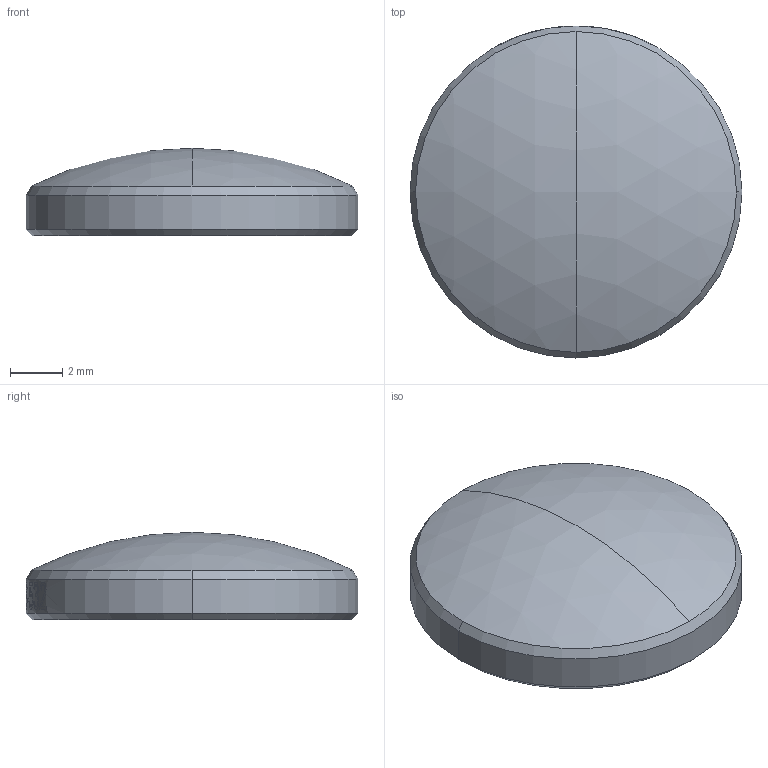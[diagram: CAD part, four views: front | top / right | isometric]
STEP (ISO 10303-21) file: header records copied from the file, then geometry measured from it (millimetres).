
FILE_DESCRIPTION (( 'STEP AP214' ), '1' );
FILE_NAME ('CTN015719-E0W.STEP', '2020-05-26T02:34:23', ( '' ), ( '' ), 'SwSTEP 2.0', 'SolidWorks 2018', '' );
FILE_SCHEMA (( 'AUTOMOTIVE_DESIGN' ));
Length unit declared in the file: millimetre
Products named in the file (1): CTN015719-E0W
Bounding box: 12.7 x 12.7 x 3.34 mm (x, y, z)
Volume: 324.9 mm3; surface area: 323.8 mm2
Topology: 1 solids, 1 shells, 23 faces, 145 edges, 138 vertices
Faces by surface type: cylinder 16, cone 4, sphere 2, plane 1
Entity records: 2732 total; most frequent: CARTESIAN_POINT 1395, ORIENTED_EDGE 290, EDGE_CURVE 145, VERTEX_POINT 138, DIRECTION 132, B_SPLINE_CURVE_WITH_KNOTS 93, AXIS2_PLACEMENT_3D 56, EDGE_LOOP 37
